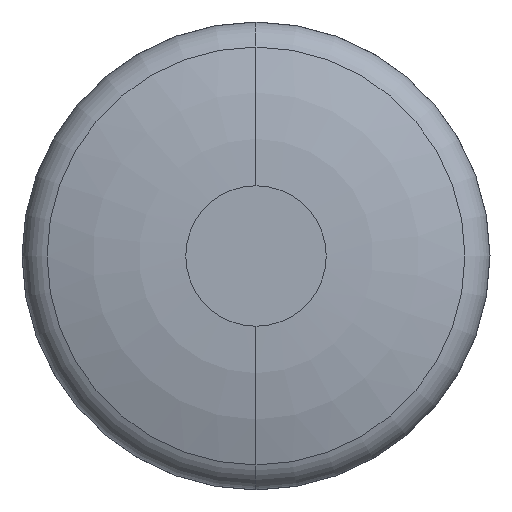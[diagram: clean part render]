
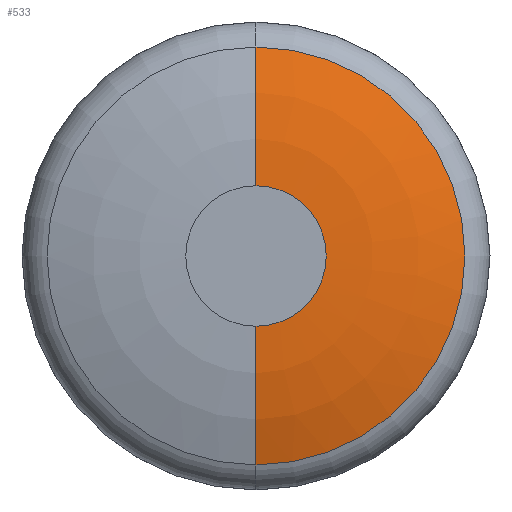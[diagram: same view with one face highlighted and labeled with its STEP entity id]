
A CAD part, front view. The second image highlights one B-rep face of the part: STEP entity #533.
In plain terms, the highlighted toroidal (fillet/blend) face has major radius 0.6 mm and minor radius 3.6 mm.
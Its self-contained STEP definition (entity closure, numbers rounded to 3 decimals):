
#8 = DIRECTION ( 'NONE',  ( 0., 0., -1. ) ) ;
#19 = CARTESIAN_POINT ( 'NONE',  ( 0., 0., 0.6 ) ) ;
#31 = CARTESIAN_POINT ( 'NONE',  ( 0., 0.201, 1.785 ) ) ;
#58 = ORIENTED_EDGE ( 'NONE', *, *, #488, .F. ) ;
#90 = ORIENTED_EDGE ( 'NONE', *, *, #473, .T. ) ;
#92 = DIRECTION ( 'NONE',  ( 0., -1., 0. ) ) ;
#96 = ORIENTED_EDGE ( 'NONE', *, *, #310, .F. ) ;
#98 = CARTESIAN_POINT ( 'NONE',  ( 0., 0., 0. ) ) ;
#109 = AXIS2_PLACEMENT_3D ( 'NONE', #454, #449, #197 ) ;
#116 = TOROIDAL_SURFACE ( 'NONE', #462, 0.6, 3.6 ) ;
#154 = DIRECTION ( 'NONE',  ( 0., 0., -1. ) ) ;
#172 = FACE_OUTER_BOUND ( 'NONE', #443, .T. ) ;
#179 = AXIS2_PLACEMENT_3D ( 'NONE', #406, #291, #154 ) ;
#183 = CARTESIAN_POINT ( 'NONE',  ( 0., 0.201, -1.785 ) ) ;
#187 = AXIS2_PLACEMENT_3D ( 'NONE', #282, #338, #294 ) ;
#197 = DIRECTION ( 'NONE',  ( 0., 0., 1. ) ) ;
#214 = VERTEX_POINT ( 'NONE', #19 ) ;
#242 = AXIS2_PLACEMENT_3D ( 'NONE', #98, #345, #386 ) ;
#278 = CIRCLE ( 'NONE', #179, 3.6 ) ;
#282 = CARTESIAN_POINT ( 'NONE',  ( 0., 0.201, 0. ) ) ;
#291 = DIRECTION ( 'NONE',  ( 1., 0., 0. ) ) ;
#294 = DIRECTION ( 'NONE',  ( 0., 0., -1. ) ) ;
#305 = CARTESIAN_POINT ( 'NONE',  ( 0., 3.6, 0. ) ) ;
#310 = EDGE_CURVE ( 'NONE', #416, #214, #527, .T. ) ;
#338 = DIRECTION ( 'NONE',  ( 0., -1., 0. ) ) ;
#345 = DIRECTION ( 'NONE',  ( 0., -1., 0. ) ) ;
#357 = ORIENTED_EDGE ( 'NONE', *, *, #419, .T. ) ;
#378 = VERTEX_POINT ( 'NONE', #31 ) ;
#386 = DIRECTION ( 'NONE',  ( 0., 0., -1. ) ) ;
#406 = CARTESIAN_POINT ( 'NONE',  ( 0., 3.6, 0.6 ) ) ;
#416 = VERTEX_POINT ( 'NONE', #459 ) ;
#419 = EDGE_CURVE ( 'NONE', #543, #378, #428, .T. ) ;
#428 = CIRCLE ( 'NONE', #187, 1.785 ) ;
#443 = EDGE_LOOP ( 'NONE', ( #357, #90, #96, #58 ) ) ;
#449 = DIRECTION ( 'NONE',  ( -1., 0., 0. ) ) ;
#454 = CARTESIAN_POINT ( 'NONE',  ( 0., 3.6, -0.6 ) ) ;
#459 = CARTESIAN_POINT ( 'NONE',  ( 0., 0., -0.6 ) ) ;
#462 = AXIS2_PLACEMENT_3D ( 'NONE', #305, #92, #8 ) ;
#473 = EDGE_CURVE ( 'NONE', #378, #214, #278, .T. ) ;
#478 = CIRCLE ( 'NONE', #109, 3.6 ) ;
#488 = EDGE_CURVE ( 'NONE', #543, #416, #478, .T. ) ;
#527 = CIRCLE ( 'NONE', #242, 0.6 ) ;
#533 = ADVANCED_FACE ( 'NONE', ( #172 ), #116, .T. ) ;
#543 = VERTEX_POINT ( 'NONE', #183 ) ;
